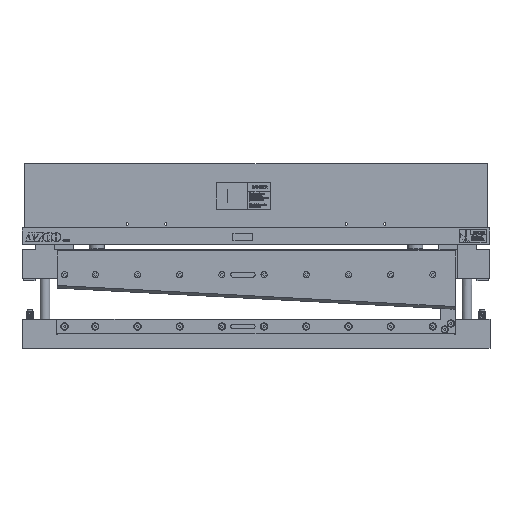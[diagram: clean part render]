
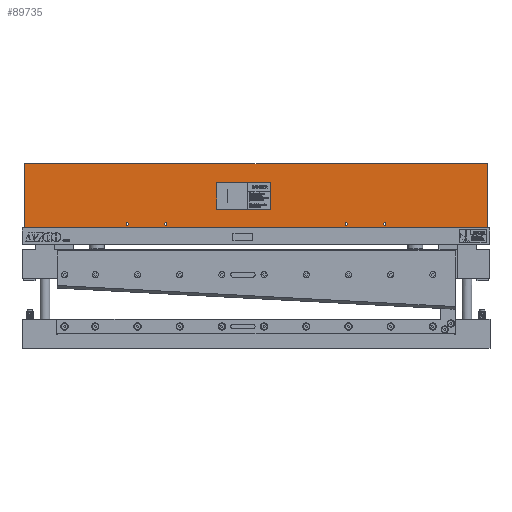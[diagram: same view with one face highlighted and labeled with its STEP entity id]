
A CAD part, front view. The second image highlights one B-rep face of the part: STEP entity #89735.
In plain terms, the highlighted planar face has unit normal (0, -1, 0).
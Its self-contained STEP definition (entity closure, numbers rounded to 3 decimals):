
#7718=LINE('',#161647,#15412);
#7721=LINE('',#161652,#15415);
#7723=LINE('',#161656,#15417);
#7725=LINE('',#161659,#15419);
#8417=LINE('',#163991,#16111);
#8426=LINE('',#164008,#16120);
#8433=LINE('',#164021,#16127);
#8435=LINE('',#164024,#16129);
#15412=VECTOR('',#105174,68.58);
#15415=VECTOR('',#105179,139.7);
#15417=VECTOR('',#105183,68.58);
#15419=VECTOR('',#105187,139.7);
#16111=VECTOR('',#107609,1204.877);
#16120=VECTOR('',#107626,167.419);
#16127=VECTOR('',#107637,167.419);
#16129=VECTOR('',#107641,1204.877);
#22487=PLANE('',#93629);
#23918=FACE_BOUND('',#33973,.T.);
#23919=FACE_BOUND('',#33974,.T.);
#23920=FACE_BOUND('',#33975,.T.);
#23921=FACE_BOUND('',#33976,.T.);
#23922=FACE_BOUND('',#33977,.T.);
#28402=FACE_OUTER_BOUND('',#33972,.T.);
#33972=EDGE_LOOP('',(#76864,#76865,#76866,#76867));
#33973=EDGE_LOOP('',(#76868,#76869,#76870,#76871));
#33974=EDGE_LOOP('',(#76872));
#33975=EDGE_LOOP('',(#76873));
#33976=EDGE_LOOP('',(#76874));
#33977=EDGE_LOOP('',(#76875));
#35654=CIRCLE('',#93602,3.1);
#35657=CIRCLE('',#93607,3.1);
#35660=CIRCLE('',#93612,3.1);
#35663=CIRCLE('',#93617,3.1);
#42401=VERTEX_POINT('',#161645);
#42402=VERTEX_POINT('',#161646);
#42403=VERTEX_POINT('',#161651);
#42404=VERTEX_POINT('',#161655);
#43162=VERTEX_POINT('',#163947);
#43165=VERTEX_POINT('',#163955);
#43168=VERTEX_POINT('',#163963);
#43171=VERTEX_POINT('',#163971);
#43178=VERTEX_POINT('',#163988);
#43179=VERTEX_POINT('',#163990);
#43183=VERTEX_POINT('',#164006);
#43187=VERTEX_POINT('',#164020);
#53638=EDGE_CURVE('',#42401,#42402,#7718,.T.);
#53641=EDGE_CURVE('',#42403,#42401,#7721,.T.);
#53643=EDGE_CURVE('',#42404,#42403,#7723,.T.);
#53645=EDGE_CURVE('',#42402,#42404,#7725,.T.);
#54692=EDGE_CURVE('',#43162,#43162,#35654,.T.);
#54695=EDGE_CURVE('',#43165,#43165,#35657,.T.);
#54698=EDGE_CURVE('',#43168,#43168,#35660,.T.);
#54701=EDGE_CURVE('',#43171,#43171,#35663,.T.);
#54709=EDGE_CURVE('',#43179,#43178,#8417,.T.);
#54718=EDGE_CURVE('',#43183,#43178,#8426,.T.);
#54725=EDGE_CURVE('',#43187,#43179,#8433,.T.);
#54727=EDGE_CURVE('',#43187,#43183,#8435,.T.);
#76864=ORIENTED_EDGE('',*,*,#54718,.F.);
#76865=ORIENTED_EDGE('',*,*,#54727,.F.);
#76866=ORIENTED_EDGE('',*,*,#54725,.T.);
#76867=ORIENTED_EDGE('',*,*,#54709,.T.);
#76868=ORIENTED_EDGE('',*,*,#53638,.T.);
#76869=ORIENTED_EDGE('',*,*,#53645,.T.);
#76870=ORIENTED_EDGE('',*,*,#53643,.T.);
#76871=ORIENTED_EDGE('',*,*,#53641,.T.);
#76872=ORIENTED_EDGE('',*,*,#54692,.T.);
#76873=ORIENTED_EDGE('',*,*,#54695,.T.);
#76874=ORIENTED_EDGE('',*,*,#54698,.T.);
#76875=ORIENTED_EDGE('',*,*,#54701,.T.);
#89735=ADVANCED_FACE('',(#28402,#23918,#23919,#23920,#23921,#23922),#22487,
 .T.);
#93602=AXIS2_PLACEMENT_3D('',#163948,#107562,#107563);
#93607=AXIS2_PLACEMENT_3D('',#163956,#107572,#107573);
#93612=AXIS2_PLACEMENT_3D('',#163964,#107582,#107583);
#93617=AXIS2_PLACEMENT_3D('',#163972,#107592,#107593);
#93629=AXIS2_PLACEMENT_3D('',#164023,#107639,#107640);
#105174=DIRECTION('',(0.,0.,1.));
#105179=DIRECTION('',(-1.,0.,0.));
#105183=DIRECTION('',(0.,0.,-1.));
#105187=DIRECTION('',(1.,0.,0.));
#107562=DIRECTION('center_axis',(0.,1.,0.));
#107563=DIRECTION('ref_axis',(-1.,0.,0.));
#107572=DIRECTION('center_axis',(0.,1.,0.));
#107573=DIRECTION('ref_axis',(-1.,0.,0.));
#107582=DIRECTION('center_axis',(0.,1.,0.));
#107583=DIRECTION('ref_axis',(-1.,0.,0.));
#107592=DIRECTION('center_axis',(0.,1.,0.));
#107593=DIRECTION('ref_axis',(-1.,0.,0.));
#107609=DIRECTION('',(-1.,0.,0.));
#107626=DIRECTION('',(0.,0.,1.));
#107637=DIRECTION('',(0.,0.,1.));
#107639=DIRECTION('center_axis',(0.,-1.,0.));
#107640=DIRECTION('ref_axis',(0.,0.,
1.));
#107641=DIRECTION('',(-1.,0.,0.));
#161645=CARTESIAN_POINT('',(-682.438,-64.276,349.993));
#161646=CARTESIAN_POINT('',(-682.438,-64.276,418.573));
#161647=CARTESIAN_POINT('',(-682.438,-64.276,359.863));
#161651=CARTESIAN_POINT('',(-542.738,-64.276,349.993));
#161652=CARTESIAN_POINT('',(-300.066,-64.276,349.993));
#161655=CARTESIAN_POINT('',(-542.738,-64.276,418.573));
#161656=CARTESIAN_POINT('',(-542.738,-64.276,349.368));
#161659=CARTESIAN_POINT('',(-260.15,-64.276,418.573));
#163947=CARTESIAN_POINT('',(-812.4,-64.276,311.153));
#163948=CARTESIAN_POINT('Origin',(-815.5,-64.276,311.153));
#163955=CARTESIAN_POINT('',(-341.4,-64.276,311.153));
#163956=CARTESIAN_POINT('Origin',(-344.5,-64.276,311.153));
#163963=CARTESIAN_POINT('',(-912.4,-64.276,311.153));
#163964=CARTESIAN_POINT('Origin',(-915.5,-64.276,311.153));
#163971=CARTESIAN_POINT('',(-241.4,-64.276,311.153));
#163972=CARTESIAN_POINT('Origin',(-244.5,-64.276,311.153));
#163988=CARTESIAN_POINT('',(-1182.438,-64.276,468.573));
#163990=CARTESIAN_POINT('',(22.438,-64.276,468.573));
#163991=CARTESIAN_POINT('',(-1182.438,-64.276,468.573));
#164006=CARTESIAN_POINT('',(-1182.438,-64.276,301.153));
#164008=CARTESIAN_POINT('',(-1182.438,-64.276,301.153));
#164020=CARTESIAN_POINT('',(22.438,-64.276,301.153));
#164021=CARTESIAN_POINT('',(22.438,-64.276,301.153));
#164023=CARTESIAN_POINT('Origin',(22.438,-64.276,301.153));
#164024=CARTESIAN_POINT('',(26.219,-64.276,301.153));
